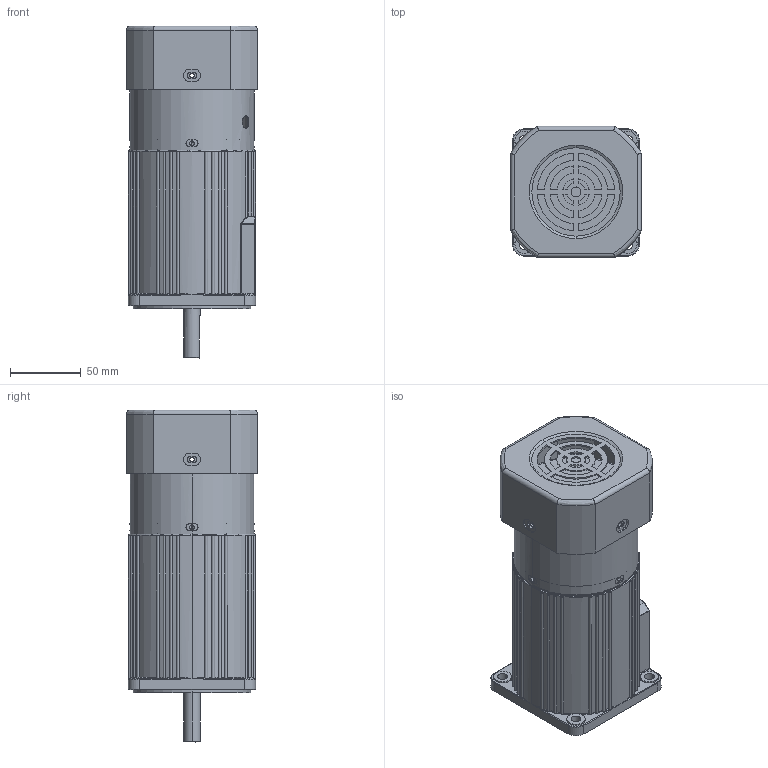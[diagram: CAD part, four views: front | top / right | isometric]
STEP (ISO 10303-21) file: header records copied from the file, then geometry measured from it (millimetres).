
FILE_DESCRIPTION (( 'STEP AP203' ), '1' );
FILE_NAME ('5IK90-140(R)A-MF.STEP', '2024-01-11T07:39:57', ( 'User' ), ( 'China' ), 'SwSTEP 2.0', 'SolidWorks 2016', '' );
FILE_SCHEMA (( 'CONFIG_CONTROL_DESIGN' ));
Length unit declared in the file: millimetre
Products named in the file (4): 5IK90-140A_12; 90价陬ん欶褲_2; 90酗瑞欶褲; 5IK90-140(R)A-MF
Assembly tree (3 placements, depth 2):
  5IK90-140(R)A-MF
    5IK90-140A_12
    90价陬ん欶褲_2
    90酗瑞欶褲
Bounding box: 93 x 93 x 235 mm (x, y, z)
Volume: 840139.9 mm3; surface area: 143799.5 mm2
Topology: 3 solids, 3 shells, 523 faces, 1407 edges, 879 vertices
Faces by surface type: cylinder 232, plane 168, bspline 94, cone 29
Entity records: 20973 total; most frequent: CARTESIAN_POINT 8055, ORIENTED_EDGE 2738, DIRECTION 2480, EDGE_CURVE 1369, AXIS2_PLACEMENT_3D 956, VERTEX_POINT 879, EDGE_LOOP 612, VECTOR 568
